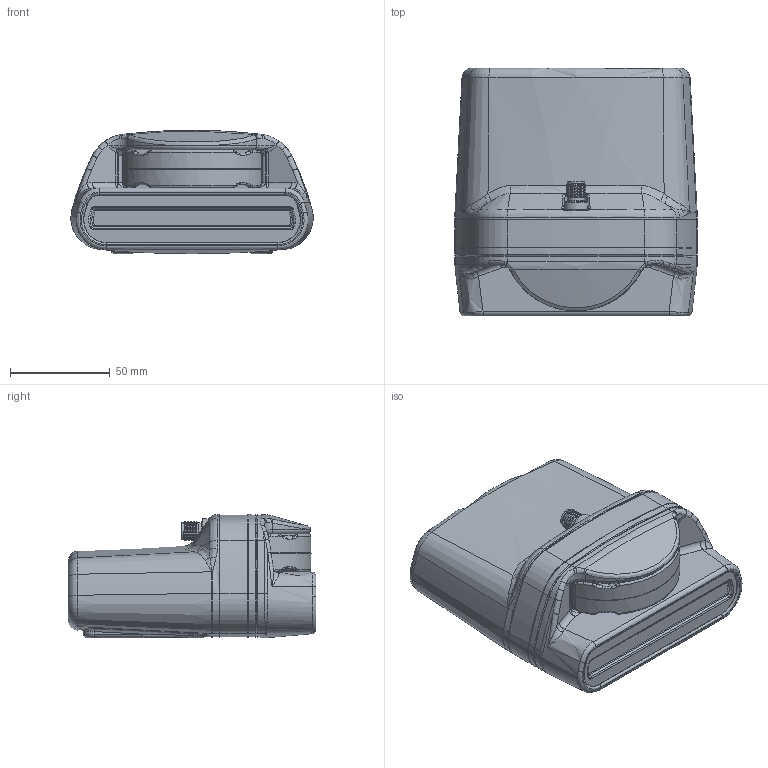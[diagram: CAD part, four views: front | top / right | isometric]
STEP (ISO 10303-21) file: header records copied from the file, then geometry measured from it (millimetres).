
FILE_DESCRIPTION(/* description */ ('STEP AP214'),/* implementation_level */ '2;1');
FILE_NAME(/* name */ 'Oculus M-Series Sonar.step',/* time_stamp */ '2025-05-06T14:12:06+02:00',/* author */ (''),/* organization */ (''),/* preprocessor_version */ 'ST-DEVELOPER v20.1',/* originating_system */ 'Autodesk Translation Framework v14.4.0.0',/* authorisation */ '');
FILE_SCHEMA (('AUTOMOTIVE_DESIGN { 1 0 10303 214 3 1 1 }'));
Length unit declared in the file: millimetre
Products named in the file (1): Oculus M-Series Sonar
Bounding box: 121.58 x 124.3 x 62 mm (x, y, z)
Volume: 625064.4 mm3; surface area: 55145.8 mm2
Topology: 1 solids, 1 shells, 499 faces, 1169 edges, 674 vertices
Faces by surface type: cylinder 150, bspline 143, plane 87, torus 73, cone 36, sphere 10
Full cylindrical faces by diameter (mm): 0.8 x6, 3.3 x6, 7.31 x1, 8.6 x6, 9.84 x3
Entity records: 28601 total; most frequent: CARTESIAN_POINT 17812, ORIENTED_EDGE 2298, DIRECTION 2160, EDGE_CURVE 1149, AXIS2_PLACEMENT_3D 917, VERTEX_POINT 674, CIRCLE 533, EDGE_LOOP 521
